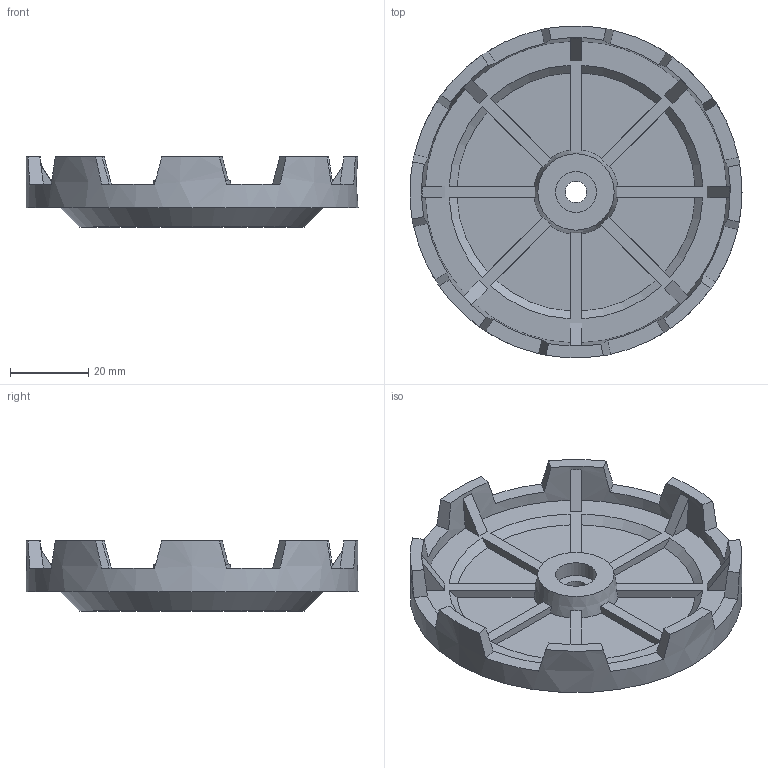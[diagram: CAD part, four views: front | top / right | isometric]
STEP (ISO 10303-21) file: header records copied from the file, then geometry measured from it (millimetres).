
FILE_DESCRIPTION(/* description */ (''),/* implementation_level */ '2;1');
FILE_NAME(/* name */ 'MOLD 2.step',/* time_stamp */ '2024-06-30T17:46:52+02:00',/* author */ (''),/* organization */ (''),/* preprocessor_version */ 'ST-DEVELOPER v20',/* originating_system */ 'Autodesk Translation Framework v13.14.0.145',/* authorisation */ '');
FILE_SCHEMA (('AUTOMOTIVE_DESIGN { 1 0 10303 214 3 1 1 }'));
Length unit declared in the file: millimetre
Products named in the file (1): stampo DEF.  BASSI
Bounding box: 84.79 x 84.79 x 17.99 mm (x, y, z)
Volume: 34845.2 mm3; surface area: 17544.4 mm2
Topology: 1 solids, 1 shells, 101 faces, 286 edges, 190 vertices
Faces by surface type: plane 85, cone 12, cylinder 2, torus 2
Full cylindrical faces by diameter (mm): 5.529 x1, 10.4 x1
Entity records: 3344 total; most frequent: CARTESIAN_POINT 642, DIRECTION 586, ORIENTED_EDGE 572, EDGE_CURVE 286, AXIS2_PLACEMENT_3D 230, VERTEX_POINT 190, LINE 126, VECTOR 126
